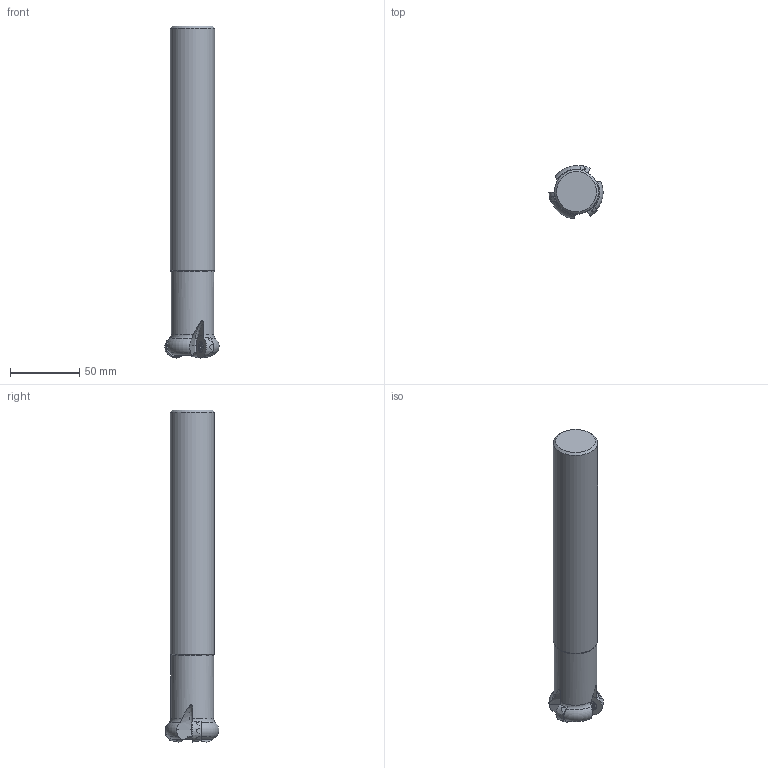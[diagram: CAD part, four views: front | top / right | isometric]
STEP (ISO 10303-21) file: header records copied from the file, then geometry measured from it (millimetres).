
FILE_DESCRIPTION(/* description */ (''),/* implementation_level */ '2;1');
FILE_NAME(/* name */ '1543201263881.stp',/* time_stamp */ '2018-11-26T08:31:26+05:00',/* author */ (''),/* organization */ ('SMS'),/* preprocessor_version */ 'ST-DEVELOPER v15',/* originating_system */ 'SIEMENS PLM Software NX 8.5',/* authorisation */ '');
FILE_SCHEMA (('AUTOMOTIVE_DESIGN { 1 0 10303 214 3 1 1 1 }'));
Length unit declared in the file: millimetre
Products named in the file (4): 201856700mod000_00; ASSEMBLY_CONSTRUCTION; 201904368mod000_00; 201904367mod000_00
Assembly tree (5 placements, depth 2):
  201904367mod000_00
    201904368mod000_00
    ASSEMBLY_CONSTRUCTION
    201856700mod000_00  x3
Bounding box: 39.21 x 38.67 x 240 mm (x, y, z)
Volume: 187363.7 mm3; surface area: 28804 mm2
Topology: 4 solids, 4 shells, 232 faces, 596 edges, 389 vertices
Faces by surface type: plane 104, cone 43, extrusion 36, torus 26, cylinder 20, bspline 3
Full cylindrical faces by diameter (mm): 4.5 x3, 5 x3, 5.5 x3, 7.15 x3, 30.84 x1, 31.992 x1
Entity records: 8236 total; most frequent: CARTESIAN_POINT 3309, DIRECTION 978, ORIENTED_EDGE 962, EDGE_CURVE 481, AXIS2_PLACEMENT_3D 404, VERTEX_POINT 323, EDGE_LOOP 245, ADVANCED_FACE 204
